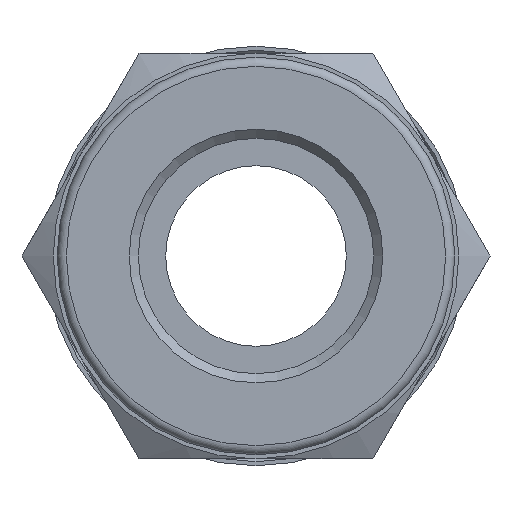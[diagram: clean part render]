
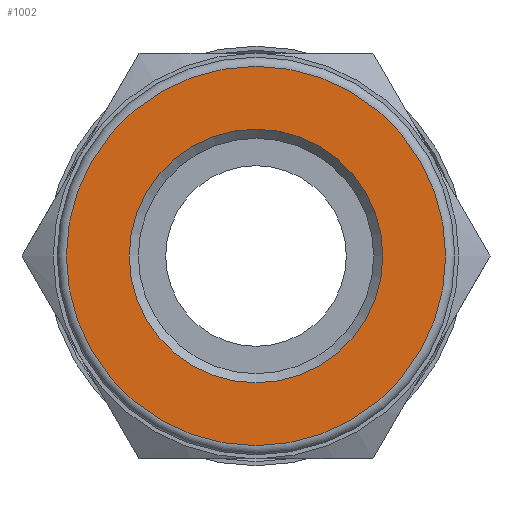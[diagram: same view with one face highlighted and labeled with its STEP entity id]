
A CAD part, left-side view. The second image highlights one B-rep face of the part: STEP entity #1002.
In plain terms, the highlighted planar face has unit normal (-1, 0, 0).
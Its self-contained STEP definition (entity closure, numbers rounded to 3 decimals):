
#34=FACE_BOUND('',#228,.T.);
#67=CIRCLE('',#1114,6.95);
#68=CIRCLE('',#1116,10.4);
#158=FACE_OUTER_BOUND('',#227,.T.);
#227=EDGE_LOOP('',(#827));
#228=EDGE_LOOP('',(#828));
#475=VERTEX_POINT('',#1752);
#476=VERTEX_POINT('',#1756);
#603=EDGE_CURVE('',#475,#475,#67,.T.);
#604=EDGE_CURVE('',#476,#476,#68,.T.);
#827=ORIENTED_EDGE('',*,*,#604,.F.);
#828=ORIENTED_EDGE('',*,*,#603,.T.);
#960=PLANE('',#1115);
#1002=ADVANCED_FACE('',(#158,#34),#960,.T.);
#1114=AXIS2_PLACEMENT_3D('',#1754,#1333,#1334);
#1115=AXIS2_PLACEMENT_3D('',#1755,#1335,#1336);
#1116=AXIS2_PLACEMENT_3D('',#1757,#1337,#1338);
#1333=DIRECTION('center_axis',(1.,0.,0.));
#1334=DIRECTION('ref_axis',(0.,0.,-1.));
#1335=DIRECTION('center_axis',(-1.,0.,0.));
#1336=DIRECTION('ref_axis',(0.,0.,1.));
#1337=DIRECTION('center_axis',(1.,0.,0.));
#1338=DIRECTION('ref_axis',(0.,0.,-1.));
#1752=CARTESIAN_POINT('',(0.,-6.95,0.));
#1754=CARTESIAN_POINT('Origin',(0.,0.,0.));
#1755=CARTESIAN_POINT('Origin',(0.,10.4,0.));
#1756=CARTESIAN_POINT('',(0.,0.,10.4));
#1757=CARTESIAN_POINT('Origin',(0.,0.,0.));
